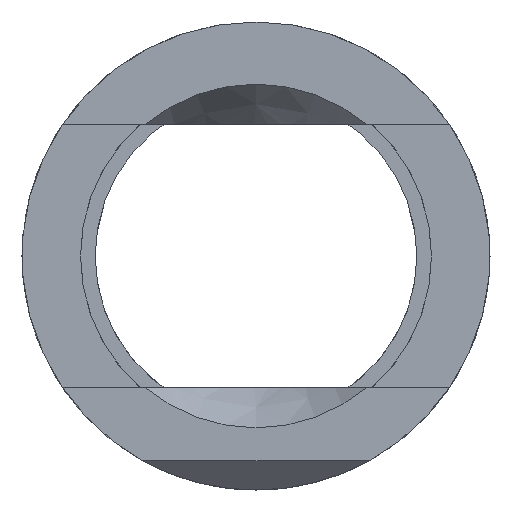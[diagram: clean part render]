
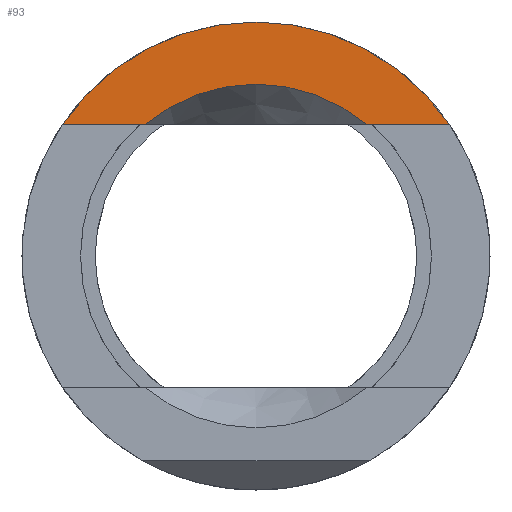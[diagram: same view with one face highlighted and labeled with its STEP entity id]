
A CAD part, left-side view. The second image highlights one B-rep face of the part: STEP entity #93.
In plain terms, the highlighted planar face has unit normal (-1, 0, 0).
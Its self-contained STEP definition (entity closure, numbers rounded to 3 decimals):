
#93 = ADVANCED_FACE( '', ( #208 ), #209, .T. );
#208 = FACE_OUTER_BOUND( '', #343, .T. );
#209 = PLANE( '', #344 );
#343 = EDGE_LOOP( '', ( #553, #554, #555, #556 ) );
#344 = AXIS2_PLACEMENT_3D( '', #557, #558, #559 );
#553 = ORIENTED_EDGE( '', *, *, #838, .F. );
#554 = ORIENTED_EDGE( '', *, *, #839, .T. );
#555 = ORIENTED_EDGE( '', *, *, #840, .F. );
#556 = ORIENTED_EDGE( '', *, *, #790, .F. );
#557 = CARTESIAN_POINT( '', ( -25.338, 11.75, 0. ) );
#558 = DIRECTION( '', ( -1., 0., 0. ) );
#559 = DIRECTION( '', ( 0., 0., 1. ) );
#790 = EDGE_CURVE( '', #940, #941, #943, .T. );
#838 = EDGE_CURVE( '', #1019, #940, #1020, .T. );
#839 = EDGE_CURVE( '', #1019, #1021, #1022, .T. );
#840 = EDGE_CURVE( '', #941, #1021, #1023, .T. );
#940 = VERTEX_POINT( '', #1223 );
#941 = VERTEX_POINT( '', #1224 );
#943 = CIRCLE( '', #1251, 11.75 );
#1019 = VERTEX_POINT( '', #1464 );
#1020 = LINE( '', #1465, #1466 );
#1021 = VERTEX_POINT( '', #1467 );
#1022 = CIRCLE( '', #1468, 16. );
#1023 = LINE( '', #1469, #1470 );
#1223 = CARTESIAN_POINT( '', ( -25.338, -7.554, 9. ) );
#1224 = CARTESIAN_POINT( '', ( -25.338, 7.554, 9. ) );
#1251 = AXIS2_PLACEMENT_3D( '', #1629, #1630, #1631 );
#1464 = CARTESIAN_POINT( '', ( -25.338, -13.229, 9. ) );
#1465 = CARTESIAN_POINT( '', ( -25.338, 11.75, 9. ) );
#1466 = VECTOR( '', #1679, 1000. );
#1467 = CARTESIAN_POINT( '', ( -25.338, 13.229, 9. ) );
#1468 = AXIS2_PLACEMENT_3D( '', #1680, #1681, #1682 );
#1469 = CARTESIAN_POINT( '', ( -25.338, 11.75, 9. ) );
#1470 = VECTOR( '', #1683, 1000. );
#1629 = CARTESIAN_POINT( '', ( -25.338, 0., 0. ) );
#1630 = DIRECTION( '', ( -1., 0., 0. ) );
#1631 = DIRECTION( '', ( 0., 0., 1. ) );
#1679 = DIRECTION( '', ( 0., 1., 0. ) );
#1680 = CARTESIAN_POINT( '', ( -25.338, 0., 0. ) );
#1681 = DIRECTION( '', ( -1., 0., 0. ) );
#1682 = DIRECTION( '', ( 0., 0., 1. ) );
#1683 = DIRECTION( '', ( 0., 1., 0. ) );
